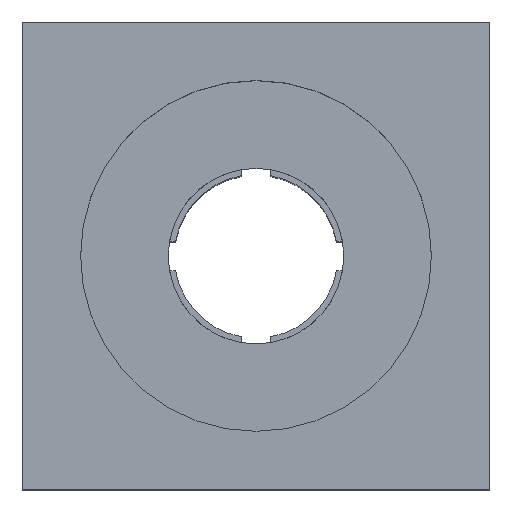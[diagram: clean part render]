
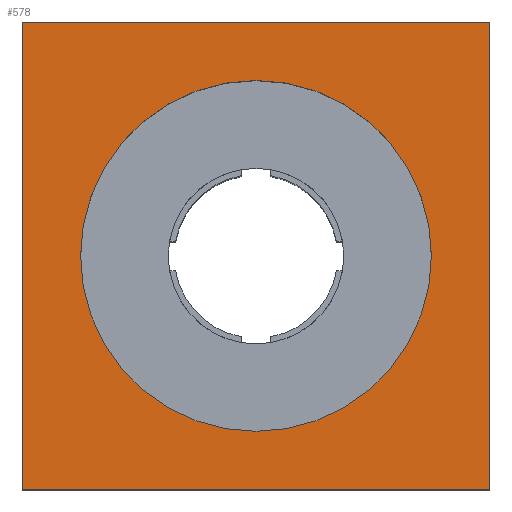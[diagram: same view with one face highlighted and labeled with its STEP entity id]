
A CAD part, top view. The second image highlights one B-rep face of the part: STEP entity #578.
In plain terms, the highlighted planar face has unit normal (0, 0, 1).
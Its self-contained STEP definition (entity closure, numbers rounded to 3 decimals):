
#23=FACE_BOUND('',#97,.T.);
#26=CIRCLE('',#623,3.);
#61=FACE_OUTER_BOUND('',#96,.T.);
#96=EDGE_LOOP('',(#400,#401,#402,#403));
#97=EDGE_LOOP('',(#404));
#132=LINE('',#891,#187);
#134=LINE('',#895,#189);
#136=LINE('',#899,#191);
#138=LINE('',#902,#193);
#187=VECTOR('',#704,10.);
#189=VECTOR('',#708,10.);
#191=VECTOR('',#712,10.);
#193=VECTOR('',#716,10.);
#241=VERTEX_POINT('',#882);
#243=VERTEX_POINT('',#888);
#244=VERTEX_POINT('',#890);
#245=VERTEX_POINT('',#894);
#246=VERTEX_POINT('',#898);
#295=EDGE_CURVE('',#241,#241,#26,.T.);
#299=EDGE_CURVE('',#244,#243,#132,.T.);
#301=EDGE_CURVE('',#245,#244,#134,.T.);
#303=EDGE_CURVE('',#246,#245,#136,.T.);
#305=EDGE_CURVE('',#243,#246,#138,.T.);
#400=ORIENTED_EDGE('',*,*,#305,.T.);
#401=ORIENTED_EDGE('',*,*,#303,.T.);
#402=ORIENTED_EDGE('',*,*,#301,.T.);
#403=ORIENTED_EDGE('',*,*,#299,.T.);
#404=ORIENTED_EDGE('',*,*,#295,.T.);
#550=PLANE('',#629);
#578=ADVANCED_FACE('',(#61,#23),#550,.T.);
#623=AXIS2_PLACEMENT_3D('',#883,#696,#697);
#629=AXIS2_PLACEMENT_3D('',#903,#717,#718);
#696=DIRECTION('center_axis',(0.,0.,-1.));
#697=DIRECTION('ref_axis',(-1.,0.,0.));
#704=DIRECTION('',(0.,1.,0.));
#708=DIRECTION('',(1.,0.,0.));
#712=DIRECTION('',(0.,-1.,0.));
#716=DIRECTION('',(-1.,0.,0.));
#717=DIRECTION('center_axis',(0.,0.,1.));
#718=DIRECTION('ref_axis',(-1.,0.,0.));
#882=CARTESIAN_POINT('',(13.294,3.287,12.));
#883=CARTESIAN_POINT('Origin',(10.294,3.287,12.));
#888=CARTESIAN_POINT('',(14.294,7.287,12.));
#890=CARTESIAN_POINT('',(14.294,-0.713,12.));
#891=CARTESIAN_POINT('',(14.294,7.287,12.));
#894=CARTESIAN_POINT('',(6.294,-0.713,12.));
#895=CARTESIAN_POINT('',(14.294,-0.713,12.));
#898=CARTESIAN_POINT('',(6.294,7.287,12.));
#899=CARTESIAN_POINT('',(6.294,-0.713,12.));
#902=CARTESIAN_POINT('',(6.294,7.287,12.));
#903=CARTESIAN_POINT('Origin',(10.294,3.287,12.));
